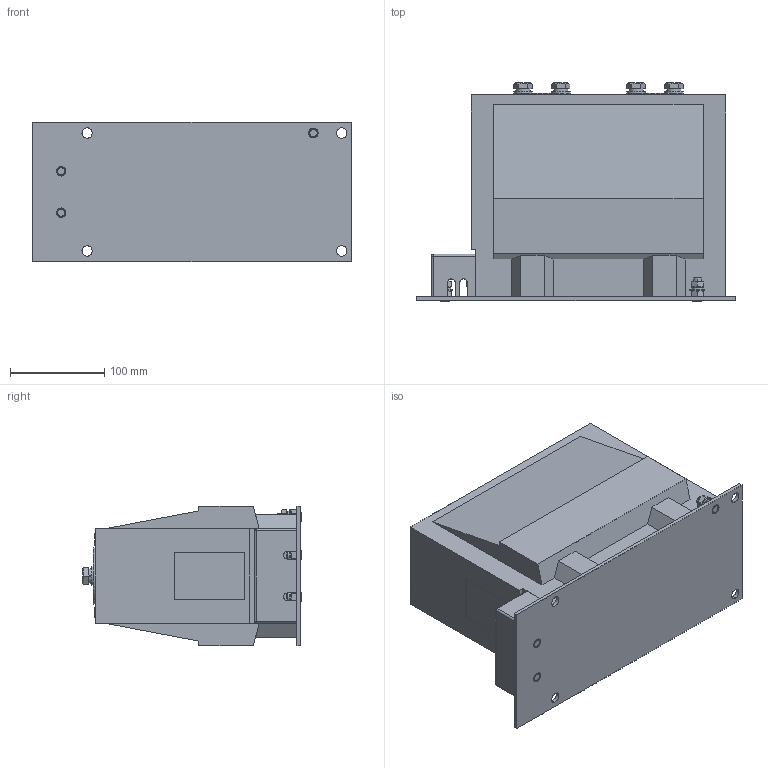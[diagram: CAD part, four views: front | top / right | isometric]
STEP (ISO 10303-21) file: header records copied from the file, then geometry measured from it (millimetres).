
FILE_DESCRIPTION (( 'STEP AP214' ), '1' );
FILE_NAME ('ﾒﾋﾊ-ﾑﾒ-10-3_ﾒﾎﾋ-ﾑﾒ-10-3 .STEP', '2023-08-09T19:36:32', ( '' ), ( '' ), 'SwSTEP 2.0', 'SolidWorks 2019', '' );
FILE_SCHEMA (( 'AUTOMOTIVE_DESIGN' ));
Length unit declared in the file: millimetre
Products named in the file (1): ﾒﾋﾊ-ﾑﾒ-10-3_ﾒﾎﾋ-ﾑﾒ-10-3 
Bounding box: 337.5 x 231.5 x 148 mm (x, y, z)
Volume: 7179059.1 mm3; surface area: 334148.1 mm2
Topology: 41 solids, 41 shells, 1035 faces, 2636 edges, 1722 vertices
Faces by surface type: plane 531, cylinder 197, bspline 154, cone 125, torus 22, sphere 6
Entity records: 48521 total; most frequent: CARTESIAN_POINT 12602, ORIENTED_EDGE 5260, DIRECTION 4508, EDGE_CURVE 2630, VERTEX_POINT 1722, AXIS2_PLACEMENT_3D 1564, LINE 1380, VECTOR 1380
